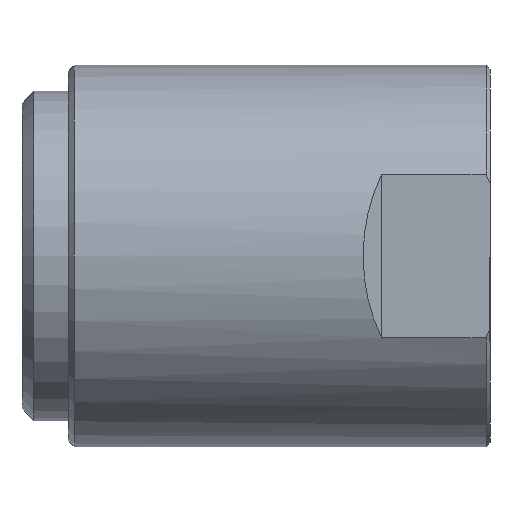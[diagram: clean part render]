
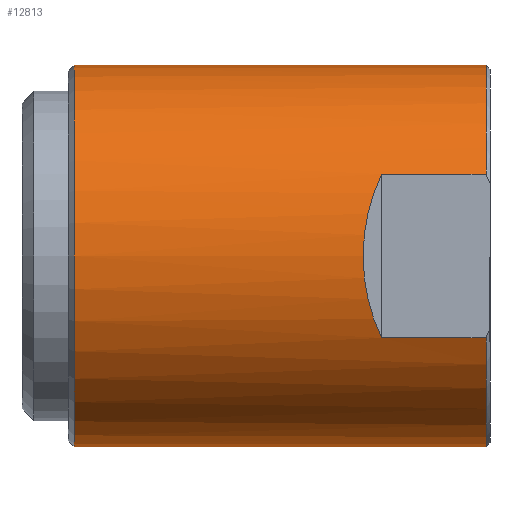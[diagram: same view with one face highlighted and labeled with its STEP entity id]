
A CAD part, front view. The second image highlights one B-rep face of the part: STEP entity #12813.
In plain terms, the highlighted cylindrical face has radius 24.606 mm (diameter 49.212 mm), a partial arc.
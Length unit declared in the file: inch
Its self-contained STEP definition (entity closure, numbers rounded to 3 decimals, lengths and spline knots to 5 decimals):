
#104 = EDGE_CURVE ( 'NONE', #9033, #949, #135, .T. ) ;
#135 = CIRCLE ( 'NONE', #3220, 0.96875 ) ;
#412 = LINE ( 'NONE', #1314, #11654 ) ;
#925 = VERTEX_POINT ( 'NONE', #7891 ) ;
#936 = CYLINDRICAL_SURFACE ( 'NONE', #10566, 0.96875 ) ;
#949 = VERTEX_POINT ( 'NONE', #3792 ) ;
#964 = CARTESIAN_POINT ( 'NONE',  ( 1.2, -0.875, 0.41575 ) ) ;
#1314 = CARTESIAN_POINT ( 'NONE',  ( 0., 0., -0.96875 ) ) ;
#1364 = EDGE_CURVE ( 'NONE', #4319, #5709, #7738, .T. ) ;
#1428 = DIRECTION ( 'NONE',  ( -1., 0., 0. ) ) ;
#1529 = CARTESIAN_POINT ( 'NONE',  ( 1.2, -0.875, -0.41575 ) ) ;
#1541 = CARTESIAN_POINT ( 'NONE',  ( 1.73, 0., -0.96875 ) ) ;
#1547 = VERTEX_POINT ( 'NONE', #964 ) ;
#1608 = EDGE_CURVE ( 'NONE', #13294, #949, #7407, .T. ) ;
#1783 = DIRECTION ( 'NONE',  ( 0., 0., 1. ) ) ;
#2186 = ORIENTED_EDGE ( 'NONE', *, *, #12792, .F. ) ;
#2193 = CARTESIAN_POINT ( 'NONE',  ( 0., -0.875, 0.41575 ) ) ;
#2698 = EDGE_CURVE ( 'NONE', #925, #13294, #12913, .T. ) ;
#2995 = DIRECTION ( 'NONE',  ( -1., 0., 0. ) ) ;
#3083 = CARTESIAN_POINT ( 'NONE',  ( 1.07284, -1.00216, -0.14814 ) ) ;
#3220 = AXIS2_PLACEMENT_3D ( 'NONE', #13541, #2995, #9299 ) ;
#3792 = CARTESIAN_POINT ( 'NONE',  ( -0.361, 0., 0.96875 ) ) ;
#4268 = CARTESIAN_POINT ( 'NONE',  ( 0., 0., 0.96875 ) ) ;
#4319 = VERTEX_POINT ( 'NONE', #1529 ) ;
#4443 = CARTESIAN_POINT ( 'NONE',  ( -0.361, 0., -0.96875 ) ) ;
#4626 = DIRECTION ( 'NONE',  ( -1., 0., 0. ) ) ;
#4816 = CARTESIAN_POINT ( 'NONE',  ( 1.73, 0., 0. ) ) ;
#4883 = CARTESIAN_POINT ( 'NONE',  ( 1.73, -0.875, -0.41575 ) ) ;
#5077 = DIRECTION ( 'NONE',  ( -1., 0., 0. ) ) ;
#5709 = VERTEX_POINT ( 'NONE', #4883 ) ;
#5928 = DIRECTION ( 'NONE',  ( -1., 0., 0. ) ) ;
#6260 = AXIS2_PLACEMENT_3D ( 'NONE', #4816, #5928, #1783 ) ;
#6363 = DIRECTION ( 'NONE',  ( -1., 0., 0. ) ) ;
#6385 = CARTESIAN_POINT ( 'NONE',  ( 1.73, 0., 0. ) ) ;
#6592 = EDGE_CURVE ( 'NONE', #13710, #9033, #412, .T. ) ;
#7026 = DIRECTION ( 'NONE',  ( 1., 0., 0. ) ) ;
#7242 = CARTESIAN_POINT ( 'NONE',  ( 1.2, -0.875, 0.41575 ) ) ;
#7297 =( BOUNDED_CURVE ( )  B_SPLINE_CURVE ( 3, ( #7242, #11407, #3083, #10430 ),
 .UNSPECIFIED., .F., .F. ) 
 B_SPLINE_CURVE_WITH_KNOTS ( ( 4, 4 ),
 ( 5.83962, 6.72675 ),
 .UNSPECIFIED. ) 
 CURVE ( )  GEOMETRIC_REPRESENTATION_ITEM ( )  RATIONAL_B_SPLINE_CURVE ( ( 1., 0.935, 0.935, 1. ) ) 
 REPRESENTATION_ITEM ( '' )  );
#7407 = LINE ( 'NONE', #4268, #9660 ) ;
#7450 = VECTOR ( 'NONE', #7026, 39.37008 ) ;
#7470 = VECTOR ( 'NONE', #1428, 39.37008 ) ;
#7738 = LINE ( 'NONE', #10869, #7450 ) ;
#7891 = CARTESIAN_POINT ( 'NONE',  ( 1.73, -0.875, 0.41575 ) ) ;
#8568 = CARTESIAN_POINT ( 'NONE',  ( 1.73, 0., 0.96875 ) ) ;
#9033 = VERTEX_POINT ( 'NONE', #4443 ) ;
#9299 = DIRECTION ( 'NONE',  ( 0., 0., 1. ) ) ;
#9379 = DIRECTION ( 'NONE',  ( 0., 0., 1. ) ) ;
#9521 = FACE_OUTER_BOUND ( 'NONE', #10446, .T. ) ;
#9567 = DIRECTION ( 'NONE',  ( -1., 0., 0. ) ) ;
#9660 = VECTOR ( 'NONE', #6363, 39.37008 ) ;
#10208 = ORIENTED_EDGE ( 'NONE', *, *, #12296, .F. ) ;
#10342 = ORIENTED_EDGE ( 'NONE', *, *, #6592, .F. ) ;
#10366 = CARTESIAN_POINT ( 'NONE',  ( 0., 0., 0. ) ) ;
#10369 = ORIENTED_EDGE ( 'NONE', *, *, #1608, .T. ) ;
#10430 = CARTESIAN_POINT ( 'NONE',  ( 1.2, -0.875, -0.41575 ) ) ;
#10446 = EDGE_LOOP ( 'NONE', ( #10342, #12159, #13037, #2186, #10208, #12978, #10369, #10656 ) ) ;
#10566 = AXIS2_PLACEMENT_3D ( 'NONE', #10366, #5077, #9379 ) ;
#10656 = ORIENTED_EDGE ( 'NONE', *, *, #104, .F. ) ;
#10808 = AXIS2_PLACEMENT_3D ( 'NONE', #6385, #9567, #11669 ) ;
#10869 = CARTESIAN_POINT ( 'NONE',  ( 0., -0.875, -0.41575 ) ) ;
#11407 = CARTESIAN_POINT ( 'NONE',  ( 1.07284, -1.00216, 0.14814 ) ) ;
#11654 = VECTOR ( 'NONE', #4626, 39.37008 ) ;
#11669 = DIRECTION ( 'NONE',  ( 0., 0., 1. ) ) ;
#12159 = ORIENTED_EDGE ( 'NONE', *, *, #13664, .T. ) ;
#12296 = EDGE_CURVE ( 'NONE', #925, #1547, #12866, .T. ) ;
#12792 = EDGE_CURVE ( 'NONE', #1547, #4319, #7297, .T. ) ;
#12813 = ADVANCED_FACE ( 'NONE', ( #9521 ), #936, .T. ) ;
#12866 = LINE ( 'NONE', #2193, #7470 ) ;
#12913 = CIRCLE ( 'NONE', #6260, 0.96875 ) ;
#12978 = ORIENTED_EDGE ( 'NONE', *, *, #2698, .T. ) ;
#13020 = CIRCLE ( 'NONE', #10808, 0.96875 ) ;
#13037 = ORIENTED_EDGE ( 'NONE', *, *, #1364, .F. ) ;
#13294 = VERTEX_POINT ( 'NONE', #8568 ) ;
#13541 = CARTESIAN_POINT ( 'NONE',  ( -0.361, 0., 0. ) ) ;
#13664 = EDGE_CURVE ( 'NONE', #13710, #5709, #13020, .T. ) ;
#13710 = VERTEX_POINT ( 'NONE', #1541 ) ;
